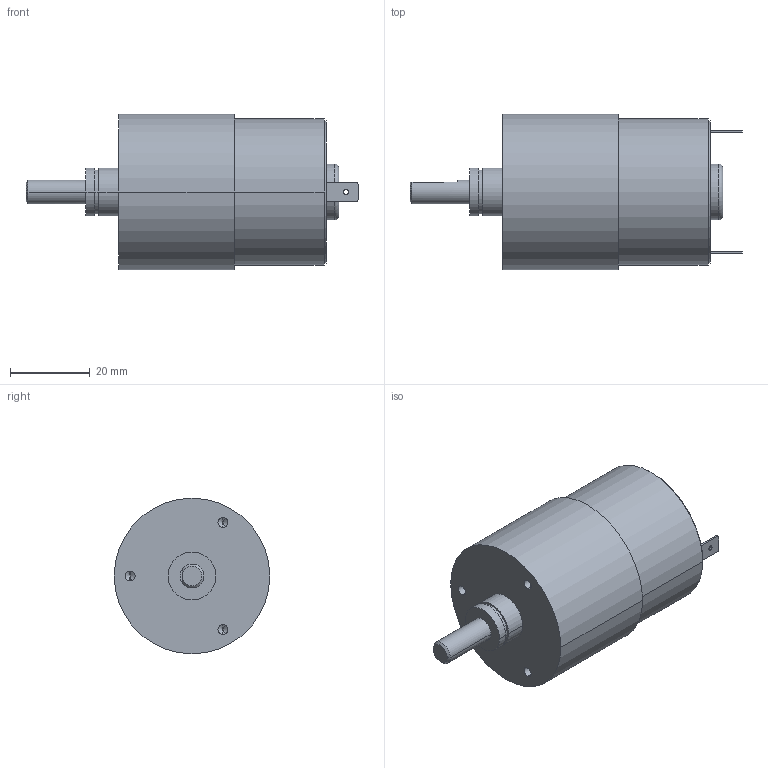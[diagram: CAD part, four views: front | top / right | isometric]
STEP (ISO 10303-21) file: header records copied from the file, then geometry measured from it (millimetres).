
FILE_DESCRIPTION (( 'STEP AP214' ), '1' );
FILE_NAME ('24V DC Gear Motor.STEP', '2017-10-31T14:16:53', ( '' ), ( '' ), 'SwSTEP 2.0', 'SolidWorks 2016', '' );
FILE_SCHEMA (( 'AUTOMOTIVE_DESIGN' ));
Length unit declared in the file: millimetre
Products named in the file (1): 24V DC Gear Motor
Bounding box: 83.2 x 39 x 39 mm (x, y, z)
Volume: 60537 mm3; surface area: 9669.9 mm2
Topology: 1 solids, 1 shells, 61 faces, 140 edges, 87 vertices
Faces by surface type: cylinder 30, plane 21, cone 8, torus 2
Entity records: 1814 total; most frequent: DIRECTION 324, CARTESIAN_POINT 293, ORIENTED_EDGE 268, EDGE_CURVE 134, AXIS2_PLACEMENT_3D 130, VERTEX_POINT 87, EDGE_LOOP 77, CIRCLE 68
